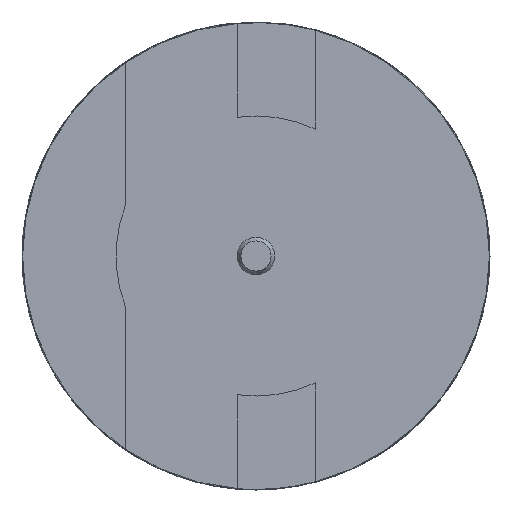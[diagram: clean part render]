
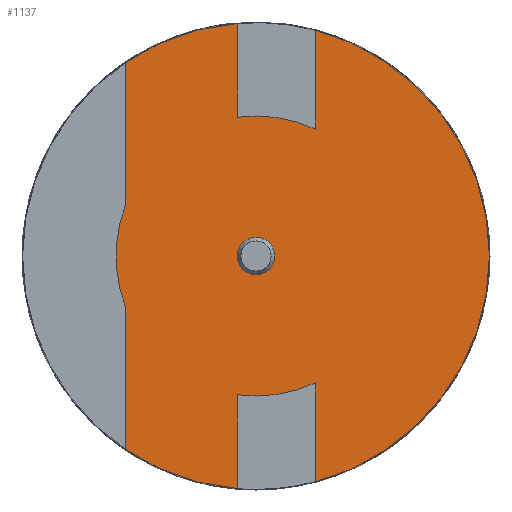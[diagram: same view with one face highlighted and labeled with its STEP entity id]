
A CAD part, front view. The second image highlights one B-rep face of the part: STEP entity #1137.
In plain terms, the highlighted planar face has unit normal (0, -1, 0).
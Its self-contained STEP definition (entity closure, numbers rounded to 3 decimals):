
#132=LINE('',#2005,#196);
#135=LINE('',#2013,#199);
#136=LINE('',#2015,#200);
#139=LINE('',#2023,#203);
#140=LINE('',#2025,#204);
#143=LINE('',#2033,#207);
#196=VECTOR('',#1570,1000.);
#199=VECTOR('',#1579,1000.);
#200=VECTOR('',#1582,1000.);
#203=VECTOR('',#1591,1000.);
#204=VECTOR('',#1594,1000.);
#207=VECTOR('',#1603,1000.);
#442=ORIENTED_EDGE('',*,*,#590,.T.);
#443=ORIENTED_EDGE('',*,*,#554,.T.);
#444=ORIENTED_EDGE('',*,*,#636,.F.);
#445=ORIENTED_EDGE('',*,*,#634,.F.);
#446=ORIENTED_EDGE('',*,*,#632,.F.);
#447=ORIENTED_EDGE('',*,*,#562,.T.);
#448=ORIENTED_EDGE('',*,*,#646,.F.);
#449=ORIENTED_EDGE('',*,*,#644,.F.);
#450=ORIENTED_EDGE('',*,*,#642,.F.);
#451=ORIENTED_EDGE('',*,*,#558,.T.);
#452=ORIENTED_EDGE('',*,*,#641,.F.);
#453=ORIENTED_EDGE('',*,*,#639,.F.);
#454=ORIENTED_EDGE('',*,*,#637,.F.);
#554=EDGE_CURVE('',#697,#696,#791,.F.);
#558=EDGE_CURVE('',#701,#700,#793,.F.);
#562=EDGE_CURVE('',#705,#704,#795,.F.);
#590=EDGE_CURVE('',#725,#725,#807,.T.);
#632=EDGE_CURVE('',#705,#755,#132,.T.);
#634=EDGE_CURVE('',#755,#756,#828,.T.);
#636=EDGE_CURVE('',#756,#696,#135,.T.);
#637=EDGE_CURVE('',#697,#757,#136,.T.);
#639=EDGE_CURVE('',#757,#758,#829,.T.);
#641=EDGE_CURVE('',#758,#700,#139,.T.);
#642=EDGE_CURVE('',#701,#759,#140,.T.);
#644=EDGE_CURVE('',#759,#760,#830,.T.);
#646=EDGE_CURVE('',#760,#704,#143,.T.);
#696=VERTEX_POINT('',#1767);
#697=VERTEX_POINT('',#1769);
#700=VERTEX_POINT('',#1775);
#701=VERTEX_POINT('',#1777);
#704=VERTEX_POINT('',#1783);
#705=VERTEX_POINT('',#1785);
#725=VERTEX_POINT('',#1855);
#755=VERTEX_POINT('',#2006);
#756=VERTEX_POINT('',#2010);
#757=VERTEX_POINT('',#2016);
#758=VERTEX_POINT('',#2020);
#759=VERTEX_POINT('',#2026);
#760=VERTEX_POINT('',#2030);
#791=CIRCLE('',#1208,3.75);
#793=CIRCLE('',#1210,3.75);
#795=CIRCLE('',#1212,3.75);
#807=CIRCLE('',#1234,0.3);
#828=CIRCLE('',#1283,2.25);
#829=CIRCLE('',#1287,2.25);
#830=CIRCLE('',#1291,2.25);
#916=EDGE_LOOP('',(#442));
#917=EDGE_LOOP('',(#443,#444,#445,#446,#447,#448,#449,#450,#451,#452,#453,
#454));
#1020=FACE_BOUND('',#916,.T.);
#1021=FACE_BOUND('',#917,.T.);
#1071=PLANE('',#1293);
#1137=ADVANCED_FACE('',(#1020,#1021),#1071,.F.);
#1208=AXIS2_PLACEMENT_3D('',#1768,#1395,#1396);
#1210=AXIS2_PLACEMENT_3D('',#1776,#1401,#1402);
#1212=AXIS2_PLACEMENT_3D('',#1784,#1407,#1408);
#1234=AXIS2_PLACEMENT_3D('',#1854,#1463,#1464);
#1283=AXIS2_PLACEMENT_3D('',#2009,#1574,#1575);
#1287=AXIS2_PLACEMENT_3D('',#2019,#1586,#1587);
#1291=AXIS2_PLACEMENT_3D('',#2029,#1598,#1599);
#1293=AXIS2_PLACEMENT_3D('',#2034,#1604,#1605);
#1395=DIRECTION('',(0.,1.,0.));
#1396=DIRECTION('',(0.,0.,1.));
#1401=DIRECTION('',(0.,1.,0.));
#1402=DIRECTION('',(0.,0.,1.));
#1407=DIRECTION('',(0.,1.,0.));
#1408=DIRECTION('',(0.,0.,1.));
#1463=DIRECTION('',(0.,1.,0.));
#1464=DIRECTION('',(0.,0.,1.));
#1570=DIRECTION('',(0.,0.,1.));
#1574=DIRECTION('',(0.,1.,0.));
#1575=DIRECTION('',(1.,0.,0.));
#1579=DIRECTION('',(0.,0.,1.));
#1582=DIRECTION('',(0.,0.,-1.));
#1586=DIRECTION('',(0.,1.,0.));
#1587=DIRECTION('',(1.,0.,0.));
#1591=DIRECTION('',(0.,0.,1.));
#1594=DIRECTION('',(0.,0.,1.));
#1598=DIRECTION('',(0.,1.,0.));
#1599=DIRECTION('',(1.,0.,0.));
#1603=DIRECTION('',(0.,0.,-1.));
#1604=DIRECTION('',(0.,1.,0.));
#1605=DIRECTION('',(0.,0.,1.));
#1767=CARTESIAN_POINT('',(-2.1,-1.5,3.107));
#1768=CARTESIAN_POINT('',(0.,-1.5,0.));
#1769=CARTESIAN_POINT('',(-0.3,-1.5,3.738));
#1775=CARTESIAN_POINT('',(0.95,-1.5,3.628));
#1776=CARTESIAN_POINT('',(0.,-1.5,0.));
#1777=CARTESIAN_POINT('',(0.95,-1.5,-3.628));
#1783=CARTESIAN_POINT('',(-0.3,-1.5,-3.738));
#1784=CARTESIAN_POINT('',(0.,-1.5,0.));
#1785=CARTESIAN_POINT('',(-2.1,-1.5,-3.107));
#1854=CARTESIAN_POINT('',(0.,-1.5,0.));
#1855=CARTESIAN_POINT('',(0.,-1.5,0.3));
#2005=CARTESIAN_POINT('',(-2.1,-1.5,-4.5));
#2006=CARTESIAN_POINT('',(-2.1,-1.5,-0.808));
#2009=CARTESIAN_POINT('',(0.,-1.5,0.));
#2010=CARTESIAN_POINT('',(-2.1,-1.5,0.808));
#2013=CARTESIAN_POINT('',(-2.1,-1.5,0.808));
#2015=CARTESIAN_POINT('',(-0.3,-1.5,4.5));
#2016=CARTESIAN_POINT('',(-0.3,-1.5,2.23));
#2019=CARTESIAN_POINT('',(0.,-1.5,0.));
#2020=CARTESIAN_POINT('',(0.95,-1.5,2.04));
#2023=CARTESIAN_POINT('',(0.95,-1.5,2.04));
#2025=CARTESIAN_POINT('',(0.95,-1.5,-3.886));
#2026=CARTESIAN_POINT('',(0.95,-1.5,-2.04));
#2029=CARTESIAN_POINT('',(0.,-1.5,0.));
#2030=CARTESIAN_POINT('',(-0.3,-1.5,-2.23));
#2033=CARTESIAN_POINT('',(-0.3,-1.5,-2.23));
#2034=CARTESIAN_POINT('',(0.,-1.5,0.));
